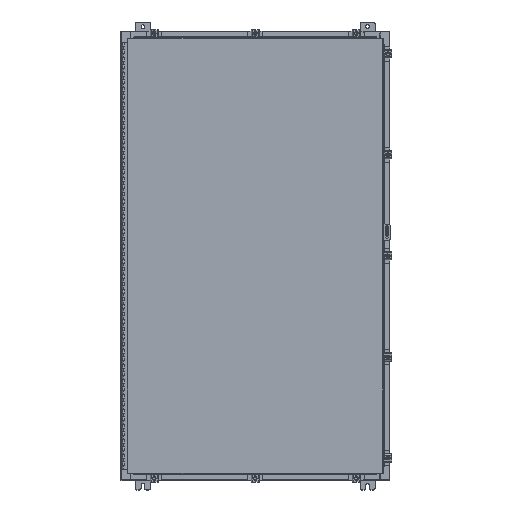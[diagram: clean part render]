
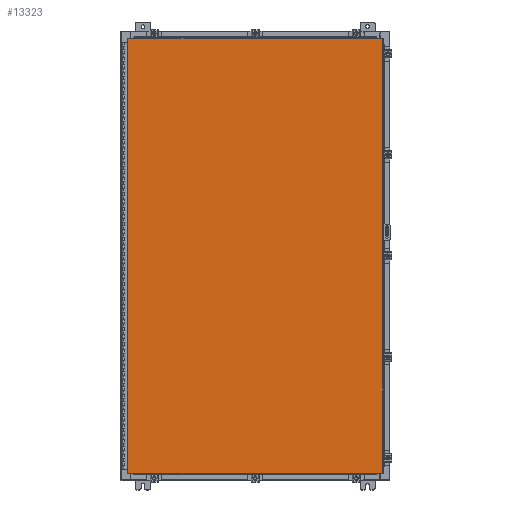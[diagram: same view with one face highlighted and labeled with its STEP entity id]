
A CAD part, top view. The second image highlights one B-rep face of the part: STEP entity #13323.
In plain terms, the highlighted planar face has unit normal (0, 0, 1).
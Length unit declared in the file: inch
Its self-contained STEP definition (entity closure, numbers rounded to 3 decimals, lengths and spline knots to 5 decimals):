
#4035 = EDGE_CURVE ( 'NONE', #28386, #38629, #55192, .T. ) ;
#4527 = CARTESIAN_POINT ( 'NONE',  ( 16.9903, 29.0063, 0. ) ) ;
#6261 = EDGE_CURVE ( 'NONE', #38629, #54078, #53898, .T. ) ;
#13323 = ADVANCED_FACE ( 'NONE', ( #27137 ), #31352, .F. ) ;
#14900 = DIRECTION ( 'NONE',  ( -1., 0., 0. ) ) ;
#15438 = VECTOR ( 'NONE', #25132, 39.37008 ) ;
#21934 = DIRECTION ( 'NONE',  ( 1., 0., 0. ) ) ;
#23203 = LINE ( 'NONE', #4527, #34900 ) ;
#25132 = DIRECTION ( 'NONE',  ( 0., -1., 0. ) ) ;
#25389 = CARTESIAN_POINT ( 'NONE',  ( -16.9903, -29.0063, 0. ) ) ;
#27137 = FACE_OUTER_BOUND ( 'NONE', #54638, .T. ) ;
#28386 = VERTEX_POINT ( 'NONE', #55679 ) ;
#28730 = CARTESIAN_POINT ( 'NONE',  ( -16.9903, 29.0063, 0. ) ) ;
#30626 = CARTESIAN_POINT ( 'NONE',  ( 16.9903, 29.0063, 0. ) ) ;
#30827 = AXIS2_PLACEMENT_3D ( 'NONE', #31497, #51738, #32795 ) ;
#31352 = PLANE ( 'NONE',  #30827 ) ;
#31497 = CARTESIAN_POINT ( 'NONE',  ( 0., 0., 0. ) ) ;
#32795 = DIRECTION ( 'NONE',  ( -1., 0., 0. ) ) ;
#33904 = ORIENTED_EDGE ( 'NONE', *, *, #6261, .T. ) ;
#34494 = ORIENTED_EDGE ( 'NONE', *, *, #56353, .T. ) ;
#34900 = VECTOR ( 'NONE', #14900, 39.37008 ) ;
#36441 = CARTESIAN_POINT ( 'NONE',  ( 16.9903, -29.0063, 0. ) ) ;
#38629 = VERTEX_POINT ( 'NONE', #53331 ) ;
#43237 = ORIENTED_EDGE ( 'NONE', *, *, #4035, .T. ) ;
#49407 = CARTESIAN_POINT ( 'NONE',  ( 16.9903, -29.0063, 0. ) ) ;
#50505 = LINE ( 'NONE', #36441, #63604 ) ;
#51235 = DIRECTION ( 'NONE',  ( 0., 1., 0. ) ) ;
#51738 = DIRECTION ( 'NONE',  ( 0., 0., -1. ) ) ;
#53331 = CARTESIAN_POINT ( 'NONE',  ( -16.9903, -29.0063, 0. ) ) ;
#53898 = LINE ( 'NONE', #25389, #63921 ) ;
#54078 = VERTEX_POINT ( 'NONE', #49407 ) ;
#54638 = EDGE_LOOP ( 'NONE', ( #33904, #61834, #34494, #43237 ) ) ;
#55055 = VERTEX_POINT ( 'NONE', #30626 ) ;
#55192 = LINE ( 'NONE', #28730, #15438 ) ;
#55679 = CARTESIAN_POINT ( 'NONE',  ( -16.9903, 29.0063, 0. ) ) ;
#56353 = EDGE_CURVE ( 'NONE', #55055, #28386, #23203, .T. ) ;
#61834 = ORIENTED_EDGE ( 'NONE', *, *, #64274, .T. ) ;
#63604 = VECTOR ( 'NONE', #51235, 39.37008 ) ;
#63921 = VECTOR ( 'NONE', #21934, 39.37008 ) ;
#64274 = EDGE_CURVE ( 'NONE', #54078, #55055, #50505, .T. ) ;
